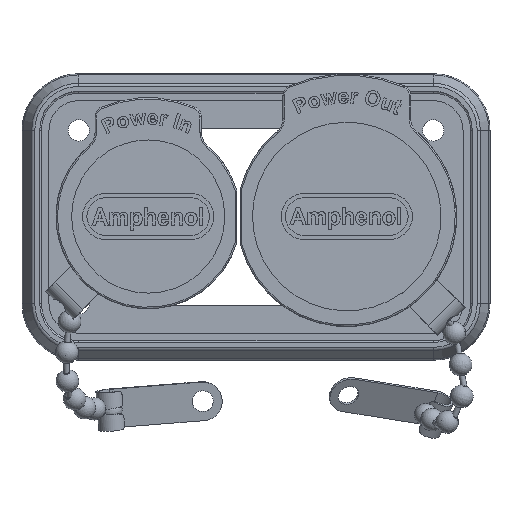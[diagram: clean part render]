
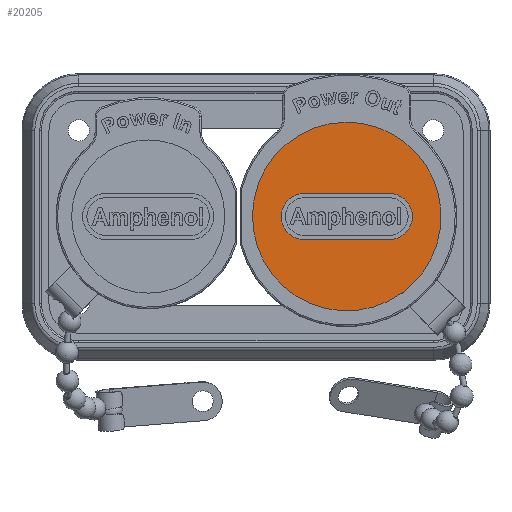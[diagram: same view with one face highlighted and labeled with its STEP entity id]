
A CAD part, top view. The second image highlights one B-rep face of the part: STEP entity #20205.
In plain terms, the highlighted planar face has unit normal (0, 0, 1).
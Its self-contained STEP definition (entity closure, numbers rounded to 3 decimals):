
#632=FACE_BOUND('',#6986,.T.);
#1150=PLANE('',#21798);
#2668=LINE('',#36873,#4356);
#2682=LINE('',#36908,#4370);
#2707=LINE('',#37019,#4395);
#2711=LINE('',#37030,#4399);
#4356=VECTOR('',#25936,10.);
#4370=VECTOR('',#25968,10.);
#4395=VECTOR('',#26115,10.);
#4399=VECTOR('',#26127,10.);
#5767=FACE_OUTER_BOUND('',#6985,.T.);
#6985=EDGE_LOOP('',(#17645,#17646,#17647,#17648,#17649,#17650));
#6986=EDGE_LOOP('',(#17651,#17652,#17653,#17654));
#8026=CIRCLE('',#21724,2.5);
#8028=CIRCLE('',#21729,2.5);
#8029=CIRCLE('',#21732,13.3);
#8032=CIRCLE('',#21736,13.3);
#8058=CIRCLE('',#21789,3.25);
#8060=CIRCLE('',#21793,3.25);
#9752=VERTEX_POINT('',#36870);
#9753=VERTEX_POINT('',#36872);
#9756=VERTEX_POINT('',#36881);
#9761=VERTEX_POINT('',#36897);
#9762=VERTEX_POINT('',#36899);
#9765=VERTEX_POINT('',#36907);
#9786=VERTEX_POINT('',#37009);
#9787=VERTEX_POINT('',#37010);
#9790=VERTEX_POINT('',#37018);
#9792=VERTEX_POINT('',#37024);
#12367=EDGE_CURVE('',#9753,#9752,#2668,.T.);
#12372=EDGE_CURVE('',#9756,#9753,#8026,.T.);
#12381=EDGE_CURVE('',#9762,#9761,#8028,.T.);
#12385=EDGE_CURVE('',#9765,#9762,#2682,.T.);
#12387=EDGE_CURVE('',#9761,#9756,#8029,.T.);
#12390=EDGE_CURVE('',#9752,#9765,#8032,.T.);
#12437=EDGE_CURVE('',#9786,#9787,#8058,.T.);
#12441=EDGE_CURVE('',#9787,#9790,#2707,.T.);
#12444=EDGE_CURVE('',#9790,#9792,#8060,.T.);
#12447=EDGE_CURVE('',#9792,#9786,#2711,.T.);
#17645=ORIENTED_EDGE('',*,*,#12381,.T.);
#17646=ORIENTED_EDGE('',*,*,#12387,.T.);
#17647=ORIENTED_EDGE('',*,*,#12372,.T.);
#17648=ORIENTED_EDGE('',*,*,#12367,.T.);
#17649=ORIENTED_EDGE('',*,*,#12390,.T.);
#17650=ORIENTED_EDGE('',*,*,#12385,.T.);
#17651=ORIENTED_EDGE('',*,*,#12437,.T.);
#17652=ORIENTED_EDGE('',*,*,#12441,.T.);
#17653=ORIENTED_EDGE('',*,*,#12444,.T.);
#17654=ORIENTED_EDGE('',*,*,#12447,.T.);
#20205=ADVANCED_FACE('',(#5767,#632),#1150,.F.);
#21724=AXIS2_PLACEMENT_3D('',#36882,#25944,#25945);
#21729=AXIS2_PLACEMENT_3D('',#36900,#25961,#25962);
#21732=AXIS2_PLACEMENT_3D('',#36911,#25972,#25973);
#21736=AXIS2_PLACEMENT_3D('',#36915,#25980,#25981);
#21789=AXIS2_PLACEMENT_3D('',#37011,#26107,#26108);
#21793=AXIS2_PLACEMENT_3D('',#37025,#26120,#26121);
#21798=AXIS2_PLACEMENT_3D('',#37034,#26133,#26134);
#25936=DIRECTION('',(-0.707,-0.707,0.));
#25944=DIRECTION('center_axis',(0.,0.,
1.));
#25945=DIRECTION('ref_axis',(-0.221,-0.975,0.));
#25961=DIRECTION('center_axis',(0.,0.,
1.));
#25962=DIRECTION('ref_axis',(-0.221,-0.975,0.));
#25968=DIRECTION('',(-0.707,-0.707,0.));
#25972=DIRECTION('center_axis',(0.,0.,
1.));
#25973=DIRECTION('ref_axis',(-1.,0.,0.));
#25980=DIRECTION('center_axis',(0.,0.,
1.));
#25981=DIRECTION('ref_axis',(-1.,0.,0.));
#26107=DIRECTION('center_axis',(0.,0.,
-1.));
#26108=DIRECTION('ref_axis',(0.,-1.,0.));
#26115=DIRECTION('',(1.,0.,0.));
#26120=DIRECTION('center_axis',(0.,0.,
-1.));
#26121=DIRECTION('ref_axis',(0.,1.,0.));
#26127=DIRECTION('',(-1.,0.,0.));
#26133=DIRECTION('center_axis',(0.,0.,
-1.));
#26134=DIRECTION('ref_axis',(1.,0.,0.));
#36870=CARTESIAN_POINT('',(-7.804,10.77,3.));
#36872=CARTESIAN_POINT('',(-7.792,10.782,3.));
#36873=CARTESIAN_POINT('',(-8.539,10.035,3.));
#36881=CARTESIAN_POINT('',(-7.788,10.781,3.));
#36882=CARTESIAN_POINT('Origin',(-8.344,8.344,3.));
#36897=CARTESIAN_POINT('',(-10.781,7.788,3.));
#36899=CARTESIAN_POINT('',(-10.782,7.792,3.));
#36900=CARTESIAN_POINT('Origin',(-8.344,8.344,3.));
#36907=CARTESIAN_POINT('',(-10.77,7.804,3.));
#36908=CARTESIAN_POINT('',(-9.51,9.064,3.));
#36911=CARTESIAN_POINT('Origin',(0.,0.,
3.));
#36915=CARTESIAN_POINT('Origin',(0.,0.,
3.));
#37009=CARTESIAN_POINT('',(-6.,-3.25,3.));
#37010=CARTESIAN_POINT('',(-6.,3.25,3.));
#37011=CARTESIAN_POINT('Origin',(-6.,0.,3.));
#37018=CARTESIAN_POINT('',(6.,3.25,3.));
#37019=CARTESIAN_POINT('',(3.,3.25,3.));
#37024=CARTESIAN_POINT('',(6.,-3.25,3.));
#37025=CARTESIAN_POINT('Origin',(6.,0.,3.));
#37030=CARTESIAN_POINT('',(-3.,-3.25,3.));
#37034=CARTESIAN_POINT('Origin',(0.,0.,
3.));
